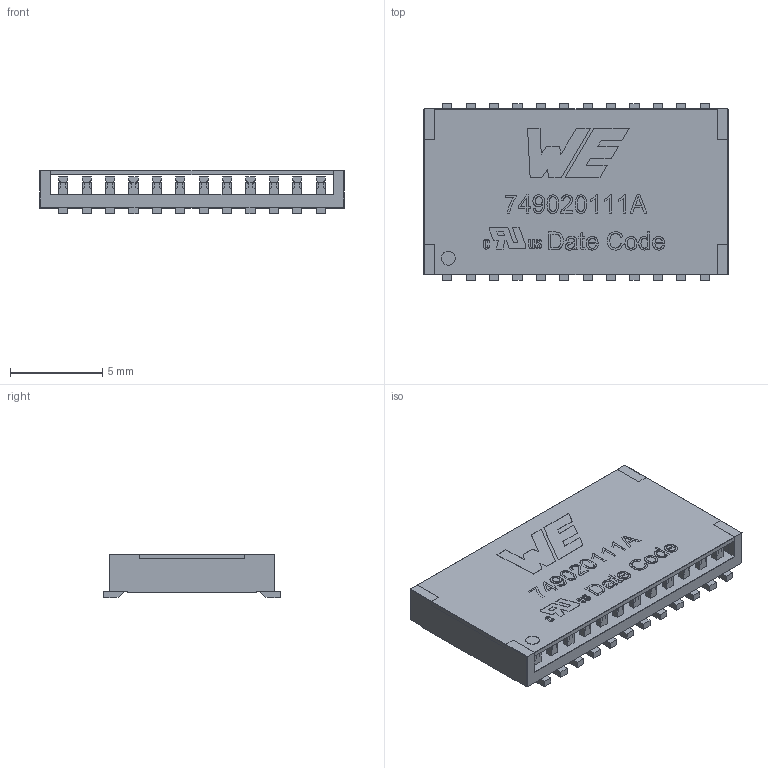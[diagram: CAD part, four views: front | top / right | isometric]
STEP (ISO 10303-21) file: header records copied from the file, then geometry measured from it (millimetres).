
FILE_DESCRIPTION(/* description */ ('Unknown','CAx-IF Rec.Pracs.---Representation and Presentation of Product Manufacturing Information (PMI)---4.0---2014-10-13','CAx-IF Rec.Pracs.---3D Tessellated Geometry---0.4---2014-09-14','2;1'),/* implementation_level */ '2;1');
FILE_NAME(/* name */ '749020111A',/* time_stamp */ '2024-01-06T15:18:07+08:00',/* author */ ('Unknown'),/* organization */ ('Unknown'),/* preprocessor_version */ 'ST-DEVELOPER v16.7',/* originating_system */ 'Solid Edge',/* authorisation */ 'Unknown');
FILE_SCHEMA (('AP242_MANAGED_MODEL_BASED_3D_ENGINEERING_MIM_LF { 1 0 10303 442 1 1 4 }'));
Length unit declared in the file: millimetre
Products named in the file (4): 749020111A; Body; Pins; Cover
Assembly tree (3 placements, depth 2):
  749020111A
    Body
    Pins
    Cover
Bounding box: 16.5 x 9.6 x 2.35 mm (x, y, z)
Volume: 174.7 mm3; surface area: 918.4 mm2
Topology: 50 solids, 50 shells, 1124 faces, 2957 edges, 1970 vertices
Faces by surface type: plane 852, cylinder 231, bspline 41
Full cylindrical faces by diameter (mm): 0.75 x1
Entity records: 38472 total; most frequent: CARTESIAN_POINT 8487, ORIENTED_EDGE 5896, DIRECTION 5348, EDGE_CURVE 2948, LINE 2258, VECTOR 2258, VERTEX_POINT 1970, AXIS2_PLACEMENT_3D 1545
